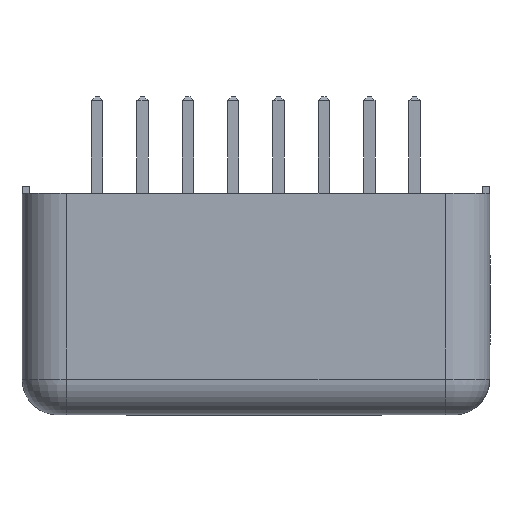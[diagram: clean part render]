
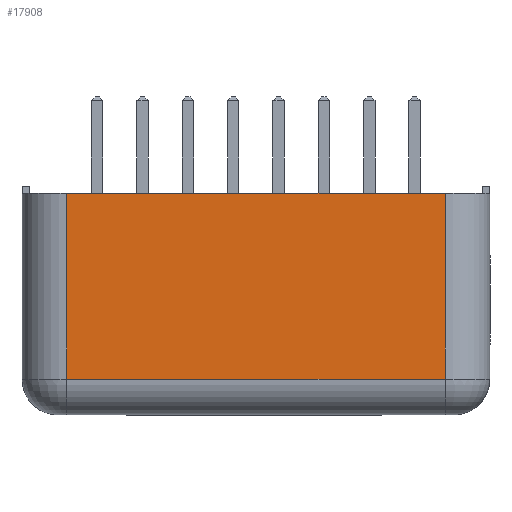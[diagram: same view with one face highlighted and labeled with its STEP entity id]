
A CAD part, left-side view. The second image highlights one B-rep face of the part: STEP entity #17908.
In plain terms, the highlighted planar face has unit normal (-1, 0, 0).
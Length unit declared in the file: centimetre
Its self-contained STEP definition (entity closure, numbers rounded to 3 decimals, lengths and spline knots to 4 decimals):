
#1110=VERTEX_POINT('',#25484);
#1111=VERTEX_POINT('',#25486);
#1121=VERTEX_POINT('',#25513);
#1123=VERTEX_POINT('',#25521);
#3195=VECTOR('',#20874,1.);
#3200=VECTOR('',#20914,1.);
#3202=VECTOR('',#20924,1.);
#3203=VECTOR('',#20925,1.);
#5472=LINE('',#25485,#3195);
#5477=LINE('',#25522,#3200);
#5479=LINE('',#25530,#3202);
#5480=LINE('',#25531,#3203);
#7894=EDGE_CURVE('',#1111,#1110,#5472,.T.);
#7916=EDGE_CURVE('',#1121,#1123,#5477,.T.);
#7920=EDGE_CURVE('',#1121,#1111,#5479,.T.);
#7921=EDGE_CURVE('',#1123,#1110,#5480,.T.);
#11938=ORIENTED_EDGE('',*,*,#7916,.F.);
#11939=ORIENTED_EDGE('',*,*,#7920,.T.);
#11940=ORIENTED_EDGE('',*,*,#7894,.T.);
#11941=ORIENTED_EDGE('',*,*,#7921,.F.);
#15627=EDGE_LOOP('',(#11938,#11939,#11940,#11941));
#16788=FACE_BOUND('',#15627,.T.);
#17908=ADVANCED_FACE('',(#16788),#28445,.T.);
#18968=AXIS2_PLACEMENT_3D('',#25529,#20923,$);
#20874=DIRECTION('',(0.,1.,0.));
#20914=DIRECTION('',(0.,1.,0.));
#20923=DIRECTION('',(-1.,0.,0.));
#20924=DIRECTION('',(0.,0.,1.));
#20925=DIRECTION('',(0.,0.,1.));
#25484=CARTESIAN_POINT('',(-2.01,1.06,1.24));
#25485=CARTESIAN_POINT('',(-2.01,1.06,1.24));
#25486=CARTESIAN_POINT('',(-2.01,-1.06,1.24));
#25513=CARTESIAN_POINT('',(-2.01,-1.06,0.2));
#25521=CARTESIAN_POINT('',(-2.01,1.06,0.2));
#25522=CARTESIAN_POINT('',(-2.01,0.,0.2));
#25529=CARTESIAN_POINT('',(-2.01,0.,0.));
#25530=CARTESIAN_POINT('',(-2.01,-1.06,0.));
#25531=CARTESIAN_POINT('',(-2.01,1.06,0.));
#28445=PLANE('',#18968);
